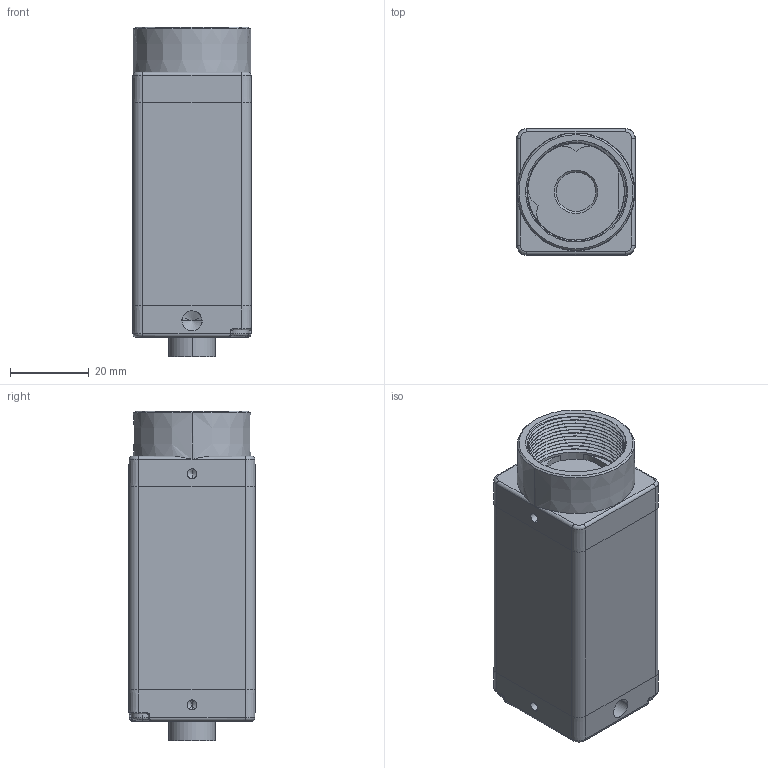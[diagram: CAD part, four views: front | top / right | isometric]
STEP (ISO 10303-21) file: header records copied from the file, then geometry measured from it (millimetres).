
FILE_DESCRIPTION((''),'2;1');
FILE_NAME('144631_SM01_ASM','2025-06-26T09:56:25',('banengservice'),('BANNER ENGINEERING'),'CREO PARAMETRIC BY PTC INC, 2022414','CREO PARAMETRIC BY PTC INC, 2022414','');
FILE_SCHEMA(('CONFIG_CONTROL_DESIGN'));
Length unit declared in the file: millimetre
Products named in the file (2): 144631_EP01; 144631_SM01_ASM
Assembly tree (1 placements, depth 2):
  144631_SM01_ASM
    144631_EP01
Bounding box: 30 x 32 x 83.45 mm (x, y, z)
Volume: 64970.4 mm3; surface area: 13877.8 mm2
Topology: 1 solids, 1 shells, 302 faces, 723 edges, 441 vertices
Faces by surface type: plane 128, cylinder 95, cone 33, bspline 24, torus 16, sphere 6
Entity records: 15373 total; most frequent: CARTESIAN_POINT 8496, ORIENTED_EDGE 1422, DIRECTION 1389, EDGE_CURVE 711, AXIS2_PLACEMENT_3D 501, VERTEX_POINT 441, VECTOR 387, LINE 387
